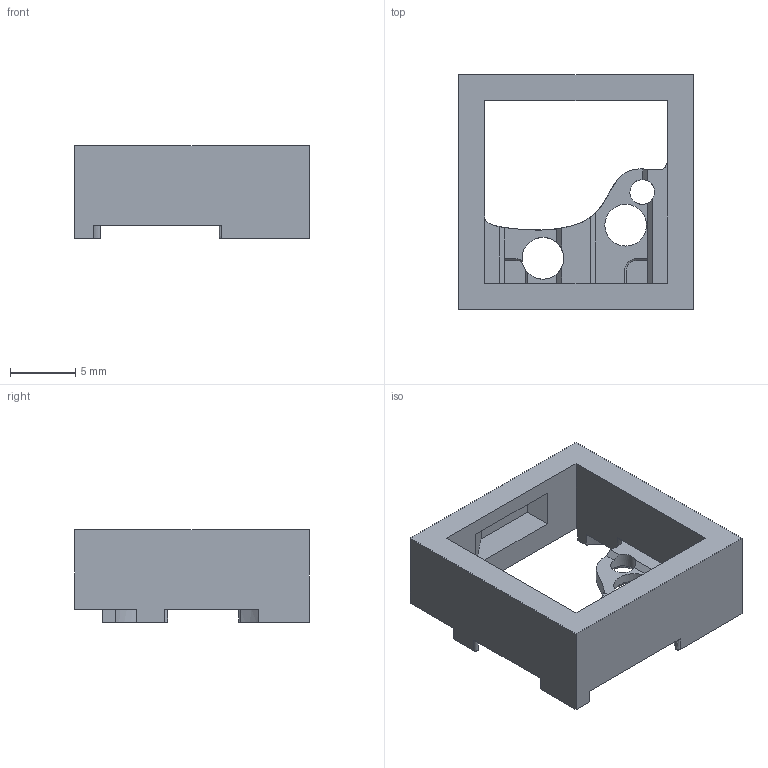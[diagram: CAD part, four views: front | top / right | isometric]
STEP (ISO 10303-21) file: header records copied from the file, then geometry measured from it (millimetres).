
FILE_DESCRIPTION(/* description */ (''),/* implementation_level */ '2;1');
FILE_NAME(/* name */ 'key-mx-pumpkin.step',/* time_stamp */ '2025-07-10T01:58:50-04:00',/* author */ (''),/* organization */ (''),/* preprocessor_version */ 'ST-DEVELOPER v20.1',/* originating_system */ 'Autodesk Translation Framework v14.10.0.0',/* authorisation */ '');
FILE_SCHEMA (('AUTOMOTIVE_DESIGN { 1 0 10303 214 3 1 1 }'));
Length unit declared in the file: millimetre
Products named in the file (1): (Unsaved)
Bounding box: 18 x 18 x 7.1 mm (x, y, z)
Volume: 857.3 mm3; surface area: 1237.3 mm2
Topology: 1 solids, 1 shells, 78 faces, 227 edges, 149 vertices
Faces by surface type: plane 49, bspline 19, cone 6, cylinder 4
Full cylindrical faces by diameter (mm): 1.9 x1, 3.2 x2
Entity records: 2961 total; most frequent: CARTESIAN_POINT 1033, ORIENTED_EDGE 454, DIRECTION 317, EDGE_CURVE 227, VERTEX_POINT 149, LINE 143, VECTOR 143, AXIS2_PLACEMENT_3D 87
